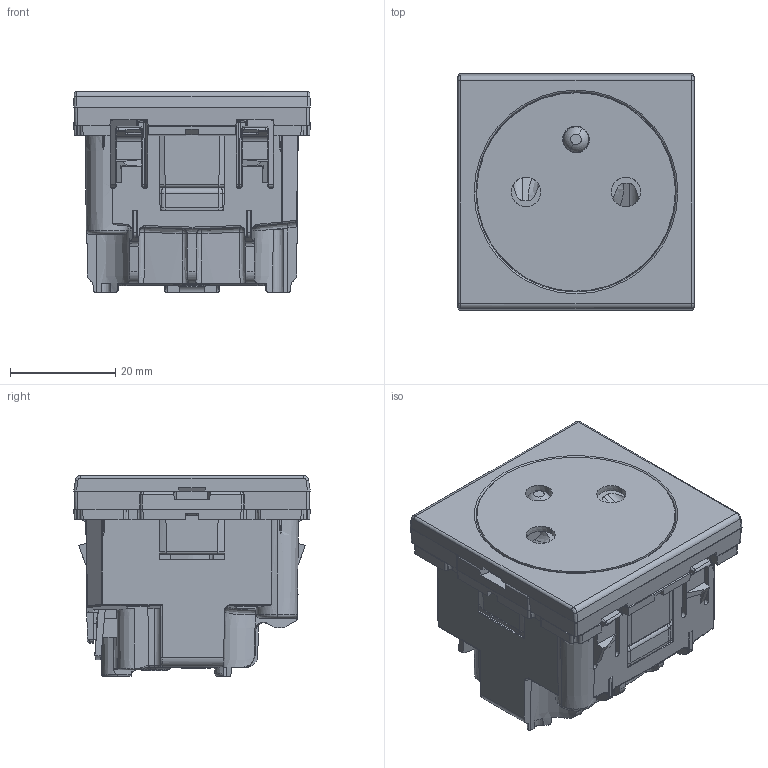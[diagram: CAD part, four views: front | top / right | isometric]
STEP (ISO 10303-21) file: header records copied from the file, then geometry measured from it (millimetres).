
FILE_DESCRIPTION(('CATIA V5 STEP Exchange','CAx-IF Rec.Pracs.--- Model Styling and Organization---1.5--- 2016-08-15','CAx-IF Rec.Pracs.---Supplemental Geometry---1.0---2011-11-01','CAx-IF Rec.Pracs.--- Composite Materials ---1.1---2010-07-15'),'2;1');
FILE_NAME('077111L-077132.stp','2021-11-16T13:07:46+00:00',('none'),('none'),'CATIA Version 5-6 Release 2020 SP3','CATIA V5 STEP AP214 v2','none');
FILE_SCHEMA(('AUTOMOTIVE_DESIGN { 1 0 10303 214 1 1 1 1 }'));
Products named in the file (1): 077111L
Bounding box: 45 x 45 x 38.25 mm (x, y, z)
Volume: 18951.9 mm3; surface area: 34406 mm2
Topology: 6 solids, 6 shells, 6347 faces, 18439 edges, 12106 vertices
Faces by surface type: plane 4906, cylinder 520, cone 338, bspline 330, torus 137, sphere 58, extrusion 58
Entity records: 227554 total; most frequent: CARTESIAN_POINT 66265, ORIENTED_EDGE 36764, DIRECTION 25390, EDGE_CURVE 18382, VECTOR 13645, LINE 13587, VERTEX_POINT 12105, EDGE_LOOP 6501
